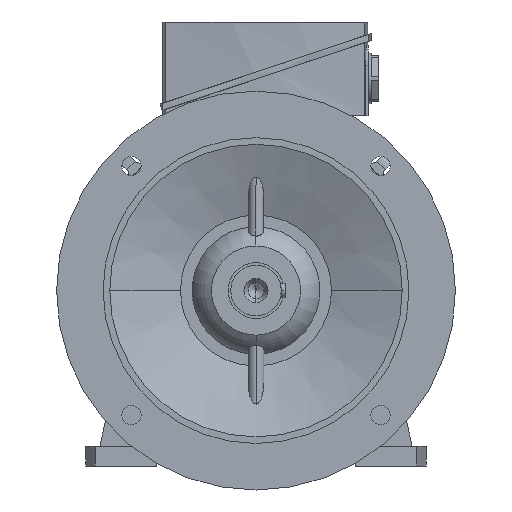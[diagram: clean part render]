
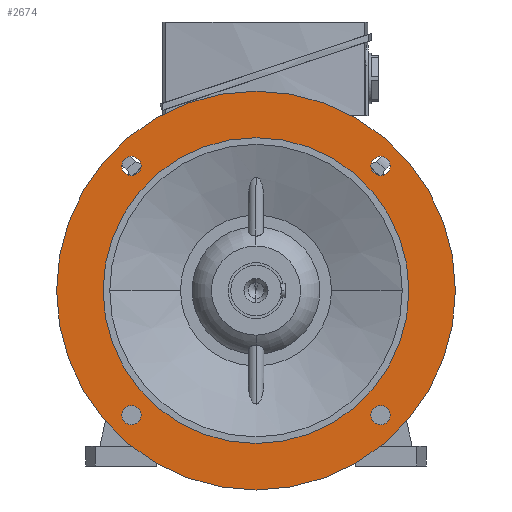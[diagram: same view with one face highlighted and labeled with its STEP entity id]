
A CAD part, left-side view. The second image highlights one B-rep face of the part: STEP entity #2674.
In plain terms, the highlighted planar face has unit normal (-1, 0, 0).
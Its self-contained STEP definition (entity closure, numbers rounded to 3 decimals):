
#2674=ADVANCED_FACE('',(#5389,#5390,#5391,#5392,#5393,#5394),#5395,.T.);
#5389=FACE_BOUND('',#8114,.T.);
#5390=FACE_BOUND('',#8115,.T.);
#5391=FACE_BOUND('',#8116,.T.);
#5392=FACE_BOUND('',#8117,.T.);
#5393=FACE_OUTER_BOUND('',#8118,.T.);
#5394=FACE_BOUND('',#8119,.T.);
#5395=PLANE('',#8120);
#8114=EDGE_LOOP('',(#16564,#16565));
#8115=EDGE_LOOP('',(#16566,#16567));
#8116=EDGE_LOOP('',(#16568,#16569));
#8117=EDGE_LOOP('',(#16570,#16571));
#8118=EDGE_LOOP('',(#16572,#16573));
#8119=EDGE_LOOP('',(#16574,#16575));
#8120=AXIS2_PLACEMENT_3D('',#16576,#16577,#16578);
#16564=ORIENTED_EDGE('',*,*,#19881,.T.);
#16565=ORIENTED_EDGE('',*,*,#16794,.T.);
#16566=ORIENTED_EDGE('',*,*,#19884,.T.);
#16567=ORIENTED_EDGE('',*,*,#16789,.T.);
#16568=ORIENTED_EDGE('',*,*,#19887,.T.);
#16569=ORIENTED_EDGE('',*,*,#16784,.T.);
#16570=ORIENTED_EDGE('',*,*,#19890,.T.);
#16571=ORIENTED_EDGE('',*,*,#16779,.T.);
#16572=ORIENTED_EDGE('',*,*,#16746,.F.);
#16573=ORIENTED_EDGE('',*,*,#19953,.F.);
#16574=ORIENTED_EDGE('',*,*,#16753,.T.);
#16575=ORIENTED_EDGE('',*,*,#19951,.T.);
#16576=CARTESIAN_POINT('',(-50.5,132.5,0.0));
#16577=DIRECTION('',(-1.0,0.0,0.0));
#16578=DIRECTION('',(0.0,-1.0,0.0));
#16746=EDGE_CURVE('',#20168,#20171,#20172,.T.);
#16753=EDGE_CURVE('',#20178,#20182,#20184,.T.);
#16779=EDGE_CURVE('',#20231,#20228,#20232,.T.);
#16784=EDGE_CURVE('',#20240,#20237,#20241,.T.);
#16789=EDGE_CURVE('',#20249,#20246,#20250,.T.);
#16794=EDGE_CURVE('',#20258,#20255,#20259,.T.);
#19881=EDGE_CURVE('',#20255,#20258,#24862,.T.);
#19884=EDGE_CURVE('',#20246,#20249,#24865,.T.);
#19887=EDGE_CURVE('',#20237,#20240,#24868,.T.);
#19890=EDGE_CURVE('',#20228,#20231,#24871,.T.);
#19951=EDGE_CURVE('',#20182,#20178,#24948,.T.);
#19953=EDGE_CURVE('',#20171,#20168,#24950,.T.);
#20168=VERTEX_POINT('',#25261);
#20171=VERTEX_POINT('',#25265);
#20172=CIRCLE('',#25266,150.0);
#20178=VERTEX_POINT('',#25273);
#20182=VERTEX_POINT('',#25278);
#20184=CIRCLE('',#25281,115.0);
#20228=VERTEX_POINT('',#25423);
#20231=VERTEX_POINT('',#25427);
#20232=CIRCLE('',#25428,7.25);
#20237=VERTEX_POINT('',#25434);
#20240=VERTEX_POINT('',#25438);
#20241=CIRCLE('',#25439,7.25);
#20246=VERTEX_POINT('',#25445);
#20249=VERTEX_POINT('',#25449);
#20250=CIRCLE('',#25450,7.25);
#20255=VERTEX_POINT('',#25456);
#20258=VERTEX_POINT('',#25460);
#20259=CIRCLE('',#25461,7.25);
#24862=CIRCLE('',#38811,7.25);
#24865=CIRCLE('',#38814,7.25);
#24868=CIRCLE('',#38817,7.25);
#24871=CIRCLE('',#38820,7.25);
#24948=CIRCLE('',#38973,115.0);
#24950=CIRCLE('',#38975,150.0);
#25261=CARTESIAN_POINT('',(-50.5,150.0,0.0));
#25265=CARTESIAN_POINT('',(-50.5,-150.0,0.));
#25266=AXIS2_PLACEMENT_3D('',#39082,#39083,#39084);
#25273=CARTESIAN_POINT('',(-50.5,115.0,0.0));
#25278=CARTESIAN_POINT('',(-50.5,-115.0,0.));
#25281=AXIS2_PLACEMENT_3D('',#39094,#39095,#39096);
#25423=CARTESIAN_POINT('',(-50.5,-98.818,98.818));
#25427=CARTESIAN_POINT('',(-50.5,-88.565,88.565));
#25428=AXIS2_PLACEMENT_3D('',#39139,#39140,#39141);
#25434=CARTESIAN_POINT('',(-50.5,98.818,98.818));
#25438=CARTESIAN_POINT('',(-50.5,88.565,88.565));
#25439=AXIS2_PLACEMENT_3D('',#39147,#39148,#39149);
#25445=CARTESIAN_POINT('',(-50.5,98.818,-98.818));
#25449=CARTESIAN_POINT('',(-50.5,88.565,-88.565));
#25450=AXIS2_PLACEMENT_3D('',#39155,#39156,#39157);
#25456=CARTESIAN_POINT('',(-50.5,-98.818,-98.818));
#25460=CARTESIAN_POINT('',(-50.5,-88.565,-88.565));
#25461=AXIS2_PLACEMENT_3D('',#39163,#39164,#39165);
#38811=AXIS2_PLACEMENT_3D('',#41982,#41983,#41984);
#38814=AXIS2_PLACEMENT_3D('',#41988,#41989,#41990);
#38817=AXIS2_PLACEMENT_3D('',#41994,#41995,#41996);
#38820=AXIS2_PLACEMENT_3D('',#42000,#42001,#42002);
#38973=AXIS2_PLACEMENT_3D('',#42052,#42053,#42054);
#38975=AXIS2_PLACEMENT_3D('',#42055,#42056,#42057);
#39082=CARTESIAN_POINT('',(-50.5,0.0,0.0));
#39083=DIRECTION('',(1.0,0.0,0.0));
#39084=DIRECTION('',(0.0,1.0,0.0));
#39094=CARTESIAN_POINT('',(-50.5,0.0,0.0));
#39095=DIRECTION('',(1.0,0.0,0.0));
#39096=DIRECTION('',(0.0,1.0,0.0));
#39139=CARTESIAN_POINT('',(-50.5,-93.692,93.692));
#39140=DIRECTION('',(1.0,0.0,-0.0));
#39141=DIRECTION('',(0.0,-0.707,0.707));
#39147=CARTESIAN_POINT('',(-50.5,93.692,93.692));
#39148=DIRECTION('',(1.0,0.0,-0.0));
#39149=DIRECTION('',(0.0,0.707,0.707));
#39155=CARTESIAN_POINT('',(-50.5,93.692,-93.692));
#39156=DIRECTION('',(1.0,-0.0,0.0));
#39157=DIRECTION('',(0.0,0.707,-0.707));
#39163=CARTESIAN_POINT('',(-50.5,-93.692,-93.692));
#39164=DIRECTION('',(1.0,0.0,0.0));
#39165=DIRECTION('',(0.0,-0.707,-0.707));
#41982=CARTESIAN_POINT('',(-50.5,-93.692,-93.692));
#41983=DIRECTION('',(1.0,0.0,0.0));
#41984=DIRECTION('',(0.0,-0.707,-0.707));
#41988=CARTESIAN_POINT('',(-50.5,93.692,-93.692));
#41989=DIRECTION('',(1.0,-0.0,0.0));
#41990=DIRECTION('',(0.0,0.707,-0.707));
#41994=CARTESIAN_POINT('',(-50.5,93.692,93.692));
#41995=DIRECTION('',(1.0,0.0,-0.0));
#41996=DIRECTION('',(0.0,0.707,0.707));
#42000=CARTESIAN_POINT('',(-50.5,-93.692,93.692));
#42001=DIRECTION('',(1.0,0.0,-0.0));
#42002=DIRECTION('',(0.0,-0.707,0.707));
#42052=CARTESIAN_POINT('',(-50.5,0.0,0.0));
#42053=DIRECTION('',(1.0,0.0,0.0));
#42054=DIRECTION('',(0.0,1.0,0.0));
#42055=CARTESIAN_POINT('',(-50.5,0.0,0.0));
#42056=DIRECTION('',(1.0,0.0,0.0));
#42057=DIRECTION('',(0.0,1.0,0.0));
